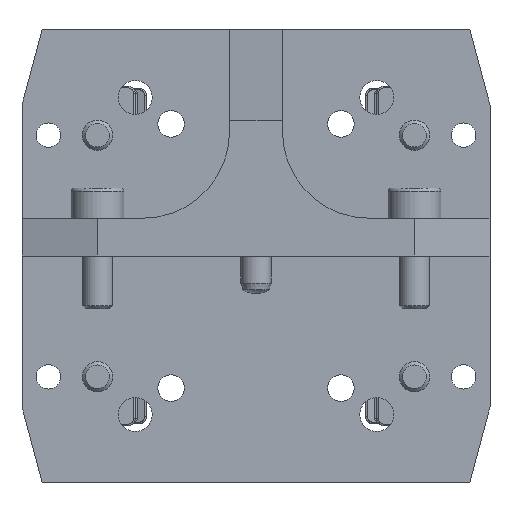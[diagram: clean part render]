
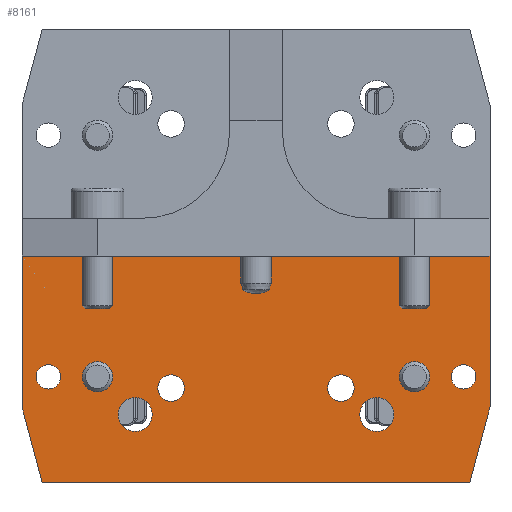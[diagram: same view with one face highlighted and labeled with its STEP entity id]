
A CAD part, front view. The second image highlights one B-rep face of the part: STEP entity #8161.
In plain terms, the highlighted planar face has unit normal (0, -1, 0).
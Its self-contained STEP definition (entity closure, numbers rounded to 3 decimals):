
#367=FACE_BOUND('',#1486,.T.);
#368=FACE_BOUND('',#1487,.T.);
#369=FACE_BOUND('',#1488,.T.);
#370=FACE_BOUND('',#1489,.T.);
#371=FACE_BOUND('',#1490,.T.);
#372=FACE_BOUND('',#1491,.T.);
#373=FACE_BOUND('',#1492,.T.);
#374=FACE_BOUND('',#1493,.T.);
#519=PLANE('',#9132);
#978=FACE_OUTER_BOUND('',#1485,.T.);
#1485=EDGE_LOOP('',(#6922,#6923,#6924,#6925,#6926,#6927));
#1486=EDGE_LOOP('',(#6928));
#1487=EDGE_LOOP('',(#6929));
#1488=EDGE_LOOP('',(#6930,#6931));
#1489=EDGE_LOOP('',(#6932,#6933));
#1490=EDGE_LOOP('',(#6934));
#1491=EDGE_LOOP('',(#6935));
#1492=EDGE_LOOP('',(#6936,#6937));
#1493=EDGE_LOOP('',(#6938,#6939));
#1948=LINE('',#15268,#2403);
#1955=LINE('',#15280,#2410);
#1960=LINE('',#15305,#2415);
#1964=LINE('',#15320,#2419);
#1966=LINE('',#15324,#2421);
#1967=LINE('',#15325,#2422);
#2403=VECTOR('',#11388,10.);
#2410=VECTOR('',#11397,10.);
#2415=VECTOR('',#11422,10.);
#2419=VECTOR('',#11438,10.);
#2421=VECTOR('',#11442,10.);
#2422=VECTOR('',#11443,10.);
#2476=CIRCLE('',#8264,2.);
#2499=CIRCLE('',#8305,2.);
#2902=CIRCLE('',#9082,1.75);
#2903=CIRCLE('',#9083,1.75);
#2908=CIRCLE('',#9091,1.75);
#2909=CIRCLE('',#9092,1.75);
#2931=CIRCLE('',#9133,1.621);
#2932=CIRCLE('',#9134,1.621);
#2933=CIRCLE('',#9135,2.25);
#2934=CIRCLE('',#9136,2.25);
#2935=CIRCLE('',#9137,2.25);
#2936=CIRCLE('',#9138,2.25);
#2988=VERTEX_POINT('',#11697);
#3026=VERTEX_POINT('',#11819);
#3622=VERTEX_POINT('',#15189);
#3623=VERTEX_POINT('',#15190);
#3628=VERTEX_POINT('',#15207);
#3629=VERTEX_POINT('',#15208);
#3646=VERTEX_POINT('',#15265);
#3647=VERTEX_POINT('',#15267);
#3651=VERTEX_POINT('',#15278);
#3661=VERTEX_POINT('',#15303);
#3666=VERTEX_POINT('',#15319);
#3667=VERTEX_POINT('',#15323);
#3668=VERTEX_POINT('',#15326);
#3669=VERTEX_POINT('',#15328);
#3670=VERTEX_POINT('',#15330);
#3671=VERTEX_POINT('',#15331);
#3672=VERTEX_POINT('',#15334);
#3673=VERTEX_POINT('',#15335);
#3737=EDGE_CURVE('',#2988,#2988,#2476,.T.);
#3789=EDGE_CURVE('',#3026,#3026,#2499,.T.);
#4716=EDGE_CURVE('',#3622,#3623,#2902,.T.);
#4717=EDGE_CURVE('',#3623,#3622,#2903,.T.);
#4725=EDGE_CURVE('',#3628,#3629,#2908,.T.);
#4726=EDGE_CURVE('',#3629,#3628,#2909,.T.);
#4754=EDGE_CURVE('',#3647,#3646,#1948,.T.);
#4761=EDGE_CURVE('',#3646,#3651,#1955,.T.);
#4774=EDGE_CURVE('',#3651,#3661,#1960,.T.);
#4781=EDGE_CURVE('',#3666,#3661,#1964,.T.);
#4783=EDGE_CURVE('',#3666,#3667,#1966,.T.);
#4784=EDGE_CURVE('',#3647,#3667,#1967,.T.);
#4785=EDGE_CURVE('',#3668,#3668,#2931,.T.);
#4786=EDGE_CURVE('',#3669,#3669,#2932,.T.);
#4787=EDGE_CURVE('',#3670,#3671,#2933,.T.);
#4788=EDGE_CURVE('',#3671,#3670,#2934,.T.);
#4789=EDGE_CURVE('',#3672,#3673,#2935,.T.);
#4790=EDGE_CURVE('',#3673,#3672,#2936,.T.);
#6922=ORIENTED_EDGE('',*,*,#4781,.F.);
#6923=ORIENTED_EDGE('',*,*,#4783,.T.);
#6924=ORIENTED_EDGE('',*,*,#4784,.F.);
#6925=ORIENTED_EDGE('',*,*,#4754,.T.);
#6926=ORIENTED_EDGE('',*,*,#4761,.T.);
#6927=ORIENTED_EDGE('',*,*,#4774,.T.);
#6928=ORIENTED_EDGE('',*,*,#3737,.T.);
#6929=ORIENTED_EDGE('',*,*,#3789,.T.);
#6930=ORIENTED_EDGE('',*,*,#4716,.T.);
#6931=ORIENTED_EDGE('',*,*,#4717,.T.);
#6932=ORIENTED_EDGE('',*,*,#4725,.T.);
#6933=ORIENTED_EDGE('',*,*,#4726,.T.);
#6934=ORIENTED_EDGE('',*,*,#4785,.T.);
#6935=ORIENTED_EDGE('',*,*,#4786,.T.);
#6936=ORIENTED_EDGE('',*,*,#4787,.T.);
#6937=ORIENTED_EDGE('',*,*,#4788,.T.);
#6938=ORIENTED_EDGE('',*,*,#4789,.T.);
#6939=ORIENTED_EDGE('',*,*,#4790,.T.);
#8161=ADVANCED_FACE('',(#978,#367,#368,#369,#370,#371,#372,#373,#374),#519,
 .T.);
#8264=AXIS2_PLACEMENT_3D('',#11699,#9293,#9294);
#8305=AXIS2_PLACEMENT_3D('',#11821,#9397,#9398);
#9082=AXIS2_PLACEMENT_3D('',#15191,#11302,#11303);
#9083=AXIS2_PLACEMENT_3D('',#15192,#11304,#11305);
#9091=AXIS2_PLACEMENT_3D('',#15209,#11323,#11324);
#9092=AXIS2_PLACEMENT_3D('',#15210,#11325,#11326);
#9132=AXIS2_PLACEMENT_3D('',#15322,#11440,#11441);
#9133=AXIS2_PLACEMENT_3D('',#15327,#11444,#11445);
#9134=AXIS2_PLACEMENT_3D('',#15329,#11446,#11447);
#9135=AXIS2_PLACEMENT_3D('',#15332,#11448,#11449);
#9136=AXIS2_PLACEMENT_3D('',#15333,#11450,#11451);
#9137=AXIS2_PLACEMENT_3D('',#15336,#11452,#11453);
#9138=AXIS2_PLACEMENT_3D('',#15337,#11454,#11455);
#9293=DIRECTION('center_axis',(0.,1.,0.));
#9294=DIRECTION('ref_axis',(1.,0.,0.));
#9397=DIRECTION('center_axis',(0.,1.,0.));
#9398=DIRECTION('ref_axis',(1.,0.,0.));
#11302=DIRECTION('center_axis',(0.,1.,0.));
#11303=DIRECTION('ref_axis',(1.,0.,0.));
#11304=DIRECTION('center_axis',(0.,1.,0.));
#11305=DIRECTION('ref_axis',(1.,0.,0.));
#11323=DIRECTION('center_axis',(0.,1.,0.));
#11324=DIRECTION('ref_axis',(1.,0.,0.));
#11325=DIRECTION('center_axis',(0.,1.,0.));
#11326=DIRECTION('ref_axis',(1.,0.,0.));
#11388=DIRECTION('',(0.,0.,1.));
#11397=DIRECTION('',(-1.,0.,0.));
#11422=DIRECTION('',(0.,0.,-1.));
#11438=DIRECTION('',(-0.259,0.,0.966));
#11440=DIRECTION('center_axis',(0.,-1.,0.));
#11441=DIRECTION('ref_axis',(1.,0.,0.));
#11442=DIRECTION('',(1.,0.,0.));
#11443=DIRECTION('',(-0.259,0.,-0.966));
#11444=DIRECTION('center_axis',(0.,1.,0.));
#11445=DIRECTION('ref_axis',(-1.,0.,0.));
#11446=DIRECTION('center_axis',(0.,1.,0.));
#11447=DIRECTION('ref_axis',(-1.,0.,0.));
#11448=DIRECTION('center_axis',(0.,1.,0.));
#11449=DIRECTION('ref_axis',(1.,0.,0.));
#11450=DIRECTION('center_axis',(0.,1.,0.));
#11451=DIRECTION('ref_axis',(1.,0.,0.));
#11452=DIRECTION('center_axis',(0.,1.,0.));
#11453=DIRECTION('ref_axis',(1.,0.,0.));
#11454=DIRECTION('center_axis',(0.,1.,0.));
#11455=DIRECTION('ref_axis',(1.,0.,0.));
#11697=CARTESIAN_POINT('',(19.,-5.,14.));
#11699=CARTESIAN_POINT('Origin',(21.,-5.,14.));
#11819=CARTESIAN_POINT('',(-23.,-5.,14.));
#11821=CARTESIAN_POINT('Origin',(-21.,-5.,14.));
#15189=CARTESIAN_POINT('',(13.,-5.,12.5));
#15190=CARTESIAN_POINT('',(9.5,-5.,12.5));
#15191=CARTESIAN_POINT('Origin',(11.25,-5.,12.5));
#15192=CARTESIAN_POINT('Origin',(11.25,-5.,12.5));
#15207=CARTESIAN_POINT('',(-9.5,-5.,12.5));
#15208=CARTESIAN_POINT('',(-13.,-5.,12.5));
#15209=CARTESIAN_POINT('Origin',(-11.25,-5.,12.5));
#15210=CARTESIAN_POINT('Origin',(-11.25,-5.,12.5));
#15265=CARTESIAN_POINT('',(31.,-5.,30.));
#15267=CARTESIAN_POINT('',(31.,-5.,10.));
#15268=CARTESIAN_POINT('',(31.,-5.,0.));
#15278=CARTESIAN_POINT('',(-31.,-5.,30.));
#15280=CARTESIAN_POINT('',(-15.5,-5.,30.));
#15303=CARTESIAN_POINT('',(-31.,-5.,10.));
#15305=CARTESIAN_POINT('',(-31.,-5.,60.));
#15319=CARTESIAN_POINT('',(-28.321,-5.,0.));
#15320=CARTESIAN_POINT('',(-31.792,-5.,12.955));
#15322=CARTESIAN_POINT('Origin',(0.,-5.,30.));
#15323=CARTESIAN_POINT('',(28.321,-5.,0.));
#15324=CARTESIAN_POINT('',(-31.,-5.,0.));
#15325=CARTESIAN_POINT('',(31.792,-5.,12.955));
#15326=CARTESIAN_POINT('',(-25.879,-5.,14.));
#15327=CARTESIAN_POINT('Origin',(-27.5,-5.,14.));
#15328=CARTESIAN_POINT('',(29.121,-5.,14.));
#15329=CARTESIAN_POINT('Origin',(27.5,-5.,14.));
#15330=CARTESIAN_POINT('',(18.25,-5.,9.));
#15331=CARTESIAN_POINT('',(13.75,-5.,9.));
#15332=CARTESIAN_POINT('Origin',(16.,-5.,9.));
#15333=CARTESIAN_POINT('Origin',(16.,-5.,9.));
#15334=CARTESIAN_POINT('',(-13.75,-5.,9.));
#15335=CARTESIAN_POINT('',(-18.25,-5.,9.));
#15336=CARTESIAN_POINT('Origin',(-16.,-5.,9.));
#15337=CARTESIAN_POINT('Origin',(-16.,-5.,9.));
